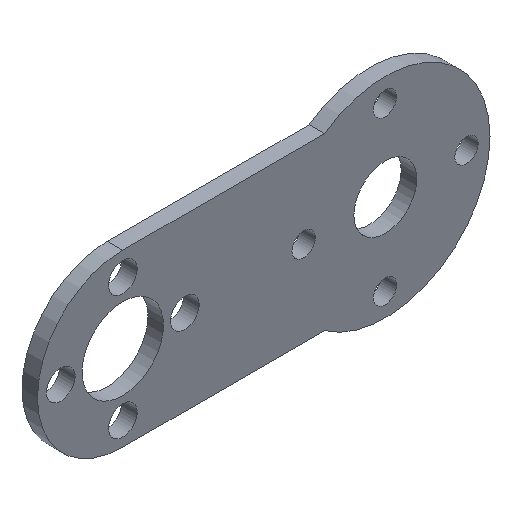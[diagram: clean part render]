
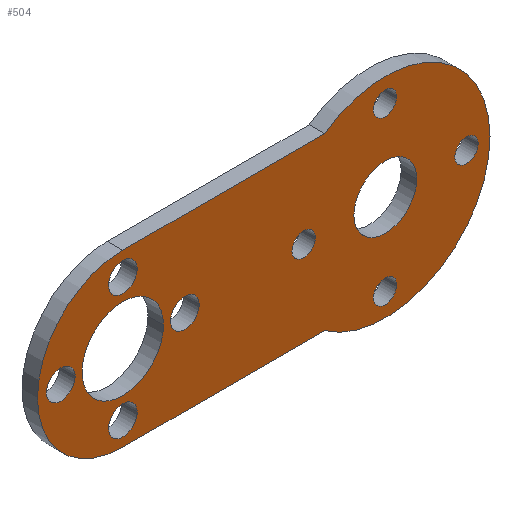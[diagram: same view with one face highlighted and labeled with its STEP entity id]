
A CAD part, isometric view. The second image highlights one B-rep face of the part: STEP entity #504.
In plain terms, the highlighted planar face has unit normal (0, -1, 0).
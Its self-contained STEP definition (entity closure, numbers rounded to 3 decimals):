
#1=CARTESIAN_POINT('',(16.925,0.,0.));
#2=DIRECTION('',(0.,-1.,0.));
#3=DIRECTION('',(1.,0.,0.));
#4=AXIS2_PLACEMENT_3D('',#1,#2,#3);
#6=CARTESIAN_POINT('',(16.925,0.,0.));
#7=DIRECTION('',(0.,-1.,0.));
#8=DIRECTION('',(-1.,0.,0.));
#9=AXIS2_PLACEMENT_3D('',#6,#7,#8);
#11=CARTESIAN_POINT('',(-16.925,0.,-8.));
#12=DIRECTION('',(0.,-1.,0.));
#13=DIRECTION('',(1.,0.,0.));
#14=AXIS2_PLACEMENT_3D('',#11,#12,#13);
#16=CARTESIAN_POINT('',(-16.925,0.,-8.));
#17=DIRECTION('',(0.,-1.,0.));
#18=DIRECTION('',(-1.,0.,0.));
#19=AXIS2_PLACEMENT_3D('',#16,#17,#18);
#21=CARTESIAN_POINT('',(-8.925,0.,0.));
#22=DIRECTION('',(0.,-1.,0.));
#23=DIRECTION('',(1.,0.,0.));
#24=AXIS2_PLACEMENT_3D('',#21,#22,#23);
#26=CARTESIAN_POINT('',(-8.925,0.,0.));
#27=DIRECTION('',(0.,-1.,0.));
#28=DIRECTION('',(-1.,0.,0.));
#29=AXIS2_PLACEMENT_3D('',#26,#27,#28);
#31=CARTESIAN_POINT('',(-16.925,0.,8.));
#32=DIRECTION('',(0.,-1.,0.));
#33=DIRECTION('',(1.,0.,0.));
#34=AXIS2_PLACEMENT_3D('',#31,#32,#33);
#36=CARTESIAN_POINT('',(-16.925,0.,8.));
#37=DIRECTION('',(0.,-1.,0.));
#38=DIRECTION('',(-1.,0.,0.));
#39=AXIS2_PLACEMENT_3D('',#36,#37,#38);
#41=CARTESIAN_POINT('',(-24.925,0.,0.));
#42=DIRECTION('',(0.,-1.,0.));
#43=DIRECTION('',(1.,0.,0.));
#44=AXIS2_PLACEMENT_3D('',#41,#42,#43);
#46=CARTESIAN_POINT('',(-24.925,0.,0.));
#47=DIRECTION('',(0.,-1.,0.));
#48=DIRECTION('',(-1.,0.,0.));
#49=AXIS2_PLACEMENT_3D('',#46,#47,#48);
#51=CARTESIAN_POINT('',(-16.925,0.,0.));
#52=DIRECTION('',(0.,-1.,0.));
#53=DIRECTION('',(1.,0.,0.));
#54=AXIS2_PLACEMENT_3D('',#51,#52,#53);
#56=CARTESIAN_POINT('',(-16.925,0.,0.));
#57=DIRECTION('',(0.,-1.,0.));
#58=DIRECTION('',(-1.,0.,0.));
#59=AXIS2_PLACEMENT_3D('',#56,#57,#58);
#61=CARTESIAN_POINT('',(-16.925,0.,0.));
#62=DIRECTION('',(0.,1.,0.));
#63=DIRECTION('',(0.,0.,-1.));
#64=AXIS2_PLACEMENT_3D('',#61,#62,#63);
#66=DIRECTION('',(1.,0.,0.));
#67=VECTOR('',#66,26.024);
#68=CARTESIAN_POINT('',(-16.925,0.,11.));
#69=LINE('',#68,#67);
#70=CARTESIAN_POINT('',(16.925,0.,0.));
#71=DIRECTION('',(0.,1.,0.));
#72=DIRECTION('',(-0.58,0.,0.815));
#73=AXIS2_PLACEMENT_3D('',#70,#71,#72);
#75=DIRECTION('',(-1.,0.,0.));
#76=VECTOR('',#75,26.024);
#77=CARTESIAN_POINT('',(9.099,0.,-11.));
#78=LINE('',#77,#76);
#79=CARTESIAN_POINT('',(16.893,0.,-10.5));
#80=DIRECTION('',(0.,1.,0.));
#81=DIRECTION('',(1.,0.,0.));
#82=AXIS2_PLACEMENT_3D('',#79,#80,#81);
#84=CARTESIAN_POINT('',(16.893,0.,-10.5));
#85=DIRECTION('',(0.,1.,0.));
#86=DIRECTION('',(-1.,0.,0.));
#87=AXIS2_PLACEMENT_3D('',#84,#85,#86);
#89=CARTESIAN_POINT('',(6.39,0.,0.));
#90=DIRECTION('',(0.,1.,0.));
#91=DIRECTION('',(1.,0.,0.));
#92=AXIS2_PLACEMENT_3D('',#89,#90,#91);
#94=CARTESIAN_POINT('',(6.39,0.,0.));
#95=DIRECTION('',(0.,1.,0.));
#96=DIRECTION('',(-1.,0.,0.));
#97=AXIS2_PLACEMENT_3D('',#94,#95,#96);
#99=CARTESIAN_POINT('',(16.893,0.,10.5));
#100=DIRECTION('',(0.,1.,0.));
#101=DIRECTION('',(1.,0.,0.));
#102=AXIS2_PLACEMENT_3D('',#99,#100,#101);
#104=CARTESIAN_POINT('',(16.893,0.,10.5));
#105=DIRECTION('',(0.,1.,0.));
#106=DIRECTION('',(-1.,0.,0.));
#107=AXIS2_PLACEMENT_3D('',#104,#105,#106);
#109=CARTESIAN_POINT('',(27.4,0.,0.));
#110=DIRECTION('',(0.,1.,0.));
#111=DIRECTION('',(1.,0.,0.));
#112=AXIS2_PLACEMENT_3D('',#109,#110,#111);
#114=CARTESIAN_POINT('',(27.4,0.,0.));
#115=DIRECTION('',(0.,1.,0.));
#116=DIRECTION('',(-1.,0.,0.));
#117=AXIS2_PLACEMENT_3D('',#114,#115,#116);
#333=CARTESIAN_POINT('',(20.975,0.,0.));
#334=CARTESIAN_POINT('',(12.875,0.,0.));
#335=VERTEX_POINT('',#333);
#336=VERTEX_POINT('',#334);
#341=CARTESIAN_POINT('',(-16.925,0.,-11.));
#342=CARTESIAN_POINT('',(-16.925,0.,11.));
#343=VERTEX_POINT('',#341);
#344=VERTEX_POINT('',#342);
#345=CARTESIAN_POINT('',(9.099,0.,11.));
#346=VERTEX_POINT('',#345);
#347=CARTESIAN_POINT('',(9.099,0.,-11.));
#348=VERTEX_POINT('',#347);
#357=CARTESIAN_POINT('',(-15.075,0.,-8.));
#358=CARTESIAN_POINT('',(-18.775,0.,-8.));
#359=VERTEX_POINT('',#357);
#360=VERTEX_POINT('',#358);
#361=CARTESIAN_POINT('',(-7.075,0.,0.));
#362=CARTESIAN_POINT('',(-10.775,0.,0.));
#363=VERTEX_POINT('',#361);
#364=VERTEX_POINT('',#362);
#365=CARTESIAN_POINT('',(-15.075,0.,8.));
#366=CARTESIAN_POINT('',(-18.775,0.,8.));
#367=VERTEX_POINT('',#365);
#368=VERTEX_POINT('',#366);
#369=CARTESIAN_POINT('',(-23.075,0.,0.));
#370=CARTESIAN_POINT('',(-26.775,0.,0.));
#371=VERTEX_POINT('',#369);
#372=VERTEX_POINT('',#370);
#373=CARTESIAN_POINT('',(-11.675,0.,0.));
#374=CARTESIAN_POINT('',(-22.175,0.,0.));
#375=VERTEX_POINT('',#373);
#376=VERTEX_POINT('',#374);
#397=CARTESIAN_POINT('',(18.393,0.,-10.5));
#398=CARTESIAN_POINT('',(15.393,0.,-10.5));
#399=VERTEX_POINT('',#397);
#400=VERTEX_POINT('',#398);
#401=CARTESIAN_POINT('',(7.89,0.,0.));
#402=CARTESIAN_POINT('',(4.89,0.,0.));
#403=VERTEX_POINT('',#401);
#404=VERTEX_POINT('',#402);
#405=CARTESIAN_POINT('',(18.393,0.,10.5));
#406=CARTESIAN_POINT('',(15.393,0.,10.5));
#407=VERTEX_POINT('',#405);
#408=VERTEX_POINT('',#406);
#409=CARTESIAN_POINT('',(28.9,0.,0.));
#410=CARTESIAN_POINT('',(25.9,0.,0.));
#411=VERTEX_POINT('',#409);
#412=VERTEX_POINT('',#410);
#429=CARTESIAN_POINT('',(0.,0.,0.));
#430=DIRECTION('',(0.,1.,0.));
#431=DIRECTION('',(1.,0.,0.));
#432=AXIS2_PLACEMENT_3D('',#429,#430,#431);
#433=PLANE('',#432);
#435=ORIENTED_EDGE('',*,*,#434,.T.);
#437=ORIENTED_EDGE('',*,*,#436,.T.);
#439=ORIENTED_EDGE('',*,*,#438,.T.);
#441=ORIENTED_EDGE('',*,*,#440,.T.);
#442=EDGE_LOOP('',(#435,#437,#439,#441));
#443=FACE_OUTER_BOUND('',#442,.F.);
#445=ORIENTED_EDGE('',*,*,#444,.T.);
#447=ORIENTED_EDGE('',*,*,#446,.T.);
#448=EDGE_LOOP('',(#445,#447));
#449=FACE_BOUND('',#448,.F.);
#451=ORIENTED_EDGE('',*,*,#450,.T.);
#453=ORIENTED_EDGE('',*,*,#452,.T.);
#454=EDGE_LOOP('',(#451,#453));
#455=FACE_BOUND('',#454,.F.);
#457=ORIENTED_EDGE('',*,*,#456,.T.);
#459=ORIENTED_EDGE('',*,*,#458,.T.);
#460=EDGE_LOOP('',(#457,#459));
#461=FACE_BOUND('',#460,.F.);
#463=ORIENTED_EDGE('',*,*,#462,.T.);
#465=ORIENTED_EDGE('',*,*,#464,.T.);
#466=EDGE_LOOP('',(#463,#465));
#467=FACE_BOUND('',#466,.F.);
#469=ORIENTED_EDGE('',*,*,#468,.T.);
#471=ORIENTED_EDGE('',*,*,#470,.T.);
#472=EDGE_LOOP('',(#469,#471));
#473=FACE_BOUND('',#472,.F.);
#475=ORIENTED_EDGE('',*,*,#474,.T.);
#477=ORIENTED_EDGE('',*,*,#476,.T.);
#478=EDGE_LOOP('',(#475,#477));
#479=FACE_BOUND('',#478,.F.);
#481=ORIENTED_EDGE('',*,*,#480,.F.);
#483=ORIENTED_EDGE('',*,*,#482,.F.);
#484=EDGE_LOOP('',(#481,#483));
#485=FACE_BOUND('',#484,.F.);
#487=ORIENTED_EDGE('',*,*,#486,.F.);
#489=ORIENTED_EDGE('',*,*,#488,.F.);
#490=EDGE_LOOP('',(#487,#489));
#491=FACE_BOUND('',#490,.F.);
#493=ORIENTED_EDGE('',*,*,#492,.F.);
#495=ORIENTED_EDGE('',*,*,#494,.F.);
#496=EDGE_LOOP('',(#493,#495));
#497=FACE_BOUND('',#496,.F.);
#499=ORIENTED_EDGE('',*,*,#498,.F.);
#501=ORIENTED_EDGE('',*,*,#500,.F.);
#502=EDGE_LOOP('',(#499,#501));
#503=FACE_BOUND('',#502,.F.);
#504=ADVANCED_FACE('',(#443,#449,#455,#461,#467,#473,#479,#485,#491,#497,#503),
#433,.F.);
#5=CIRCLE('',#4,4.05);
#10=CIRCLE('',#9,4.05);
#15=CIRCLE('',#14,1.85);
#20=CIRCLE('',#19,1.85);
#25=CIRCLE('',#24,1.85);
#30=CIRCLE('',#29,1.85);
#35=CIRCLE('',#34,1.85);
#40=CIRCLE('',#39,1.85);
#45=CIRCLE('',#44,1.85);
#50=CIRCLE('',#49,1.85);
#55=CIRCLE('',#54,5.25);
#60=CIRCLE('',#59,5.25);
#65=CIRCLE('',#64,11.);
#74=CIRCLE('',#73,13.5);
#83=CIRCLE('',#82,1.5);
#88=CIRCLE('',#87,1.5);
#93=CIRCLE('',#92,1.5);
#98=CIRCLE('',#97,1.5);
#103=CIRCLE('',#102,1.5);
#108=CIRCLE('',#107,1.5);
#113=CIRCLE('',#112,1.5);
#118=CIRCLE('',#117,1.5);
#434=EDGE_CURVE('',#343,#344,#65,.T.);
#436=EDGE_CURVE('',#344,#346,#69,.T.);
#438=EDGE_CURVE('',#346,#348,#74,.T.);
#440=EDGE_CURVE('',#348,#343,#78,.T.);
#444=EDGE_CURVE('',#359,#360,#15,.T.);
#446=EDGE_CURVE('',#360,#359,#20,.T.);
#450=EDGE_CURVE('',#363,#364,#25,.T.);
#452=EDGE_CURVE('',#364,#363,#30,.T.);
#456=EDGE_CURVE('',#367,#368,#35,.T.);
#458=EDGE_CURVE('',#368,#367,#40,.T.);
#462=EDGE_CURVE('',#371,#372,#45,.T.);
#464=EDGE_CURVE('',#372,#371,#50,.T.);
#468=EDGE_CURVE('',#375,#376,#55,.T.);
#470=EDGE_CURVE('',#376,#375,#60,.T.);
#474=EDGE_CURVE('',#335,#336,#5,.T.);
#476=EDGE_CURVE('',#336,#335,#10,.T.);
#480=EDGE_CURVE('',#399,#400,#83,.T.);
#482=EDGE_CURVE('',#400,#399,#88,.T.);
#486=EDGE_CURVE('',#403,#404,#93,.T.);
#488=EDGE_CURVE('',#404,#403,#98,.T.);
#492=EDGE_CURVE('',#407,#408,#103,.T.);
#494=EDGE_CURVE('',#408,#407,#108,.T.);
#498=EDGE_CURVE('',#411,#412,#113,.T.);
#500=EDGE_CURVE('',#412,#411,#118,.T.);
